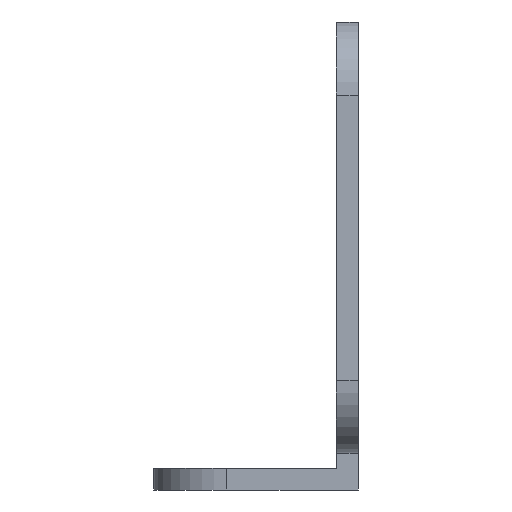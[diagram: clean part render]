
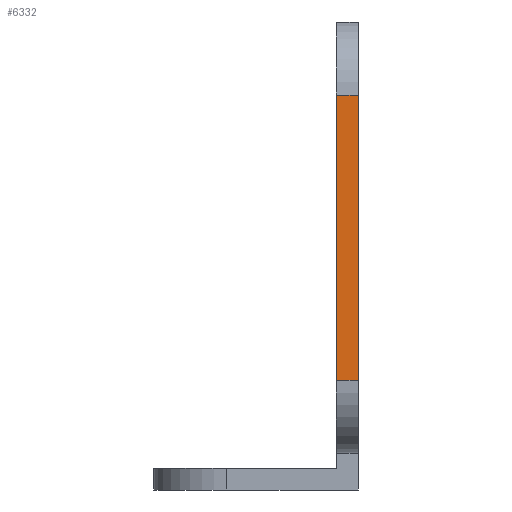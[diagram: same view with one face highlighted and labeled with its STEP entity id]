
A CAD part, left-side view. The second image highlights one B-rep face of the part: STEP entity #6332.
In plain terms, the highlighted planar face has unit normal (-1, 0, 0).
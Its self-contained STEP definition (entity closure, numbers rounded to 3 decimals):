
#12 = CARTESIAN_POINT ( 'NONE',  ( -185., -7., 1.5 ) ) ;
#260 = CARTESIAN_POINT ( 'NONE',  ( -185., -7., 7.5 ) ) ;
#443 = CARTESIAN_POINT ( 'NONE',  ( -185., -7., 27. ) ) ;
#839 = EDGE_CURVE ( 'NONE', #3348, #4316, #5040, .T. ) ;
#884 = ORIENTED_EDGE ( 'NONE', *, *, #6264, .T. ) ;
#895 = VECTOR ( 'NONE', #4611, 1000. ) ;
#1279 = DIRECTION ( 'NONE',  ( 1., 0., 0. ) ) ;
#2067 = LINE ( 'NONE', #3362, #7506 ) ;
#2207 = EDGE_CURVE ( 'NONE', #7463, #6895, #8788, .T. ) ;
#2328 = VECTOR ( 'NONE', #7092, 1000. ) ;
#3348 = VERTEX_POINT ( 'NONE', #5202 ) ;
#3362 = CARTESIAN_POINT ( 'NONE',  ( -185., -7., 7.5 ) ) ;
#3458 = PLANE ( 'NONE',  #8508 ) ;
#4051 = DIRECTION ( 'NONE',  ( 0., 0., -1. ) ) ;
#4316 = VERTEX_POINT ( 'NONE', #260 ) ;
#4611 = DIRECTION ( 'NONE',  ( 0., 0., -1. ) ) ;
#5012 = ORIENTED_EDGE ( 'NONE', *, *, #5487, .T. ) ;
#5040 = LINE ( 'NONE', #7895, #2328 ) ;
#5202 = CARTESIAN_POINT ( 'NONE',  ( -185., -7., 27. ) ) ;
#5263 = CARTESIAN_POINT ( 'NONE',  ( -185., -5.5, 7.5 ) ) ;
#5326 = DIRECTION ( 'NONE',  ( 0., 1., 0. ) ) ;
#5487 = EDGE_CURVE ( 'NONE', #3348, #7463, #6687, .T. ) ;
#6008 = CARTESIAN_POINT ( 'NONE',  ( -185., -5.5, 32. ) ) ;
#6178 = VECTOR ( 'NONE', #5326, 1000. ) ;
#6264 = EDGE_CURVE ( 'NONE', #6895, #4316, #2067, .T. ) ;
#6332 = ADVANCED_FACE ( 'NONE', ( #7532 ), #3458, .F. ) ;
#6447 = CARTESIAN_POINT ( 'NONE',  ( -185., -5.5, 27. ) ) ;
#6558 = EDGE_LOOP ( 'NONE', ( #8172, #884, #8626, #5012 ) ) ;
#6687 = LINE ( 'NONE', #443, #6178 ) ;
#6895 = VERTEX_POINT ( 'NONE', #5263 ) ;
#7092 = DIRECTION ( 'NONE',  ( 0., 0., -1. ) ) ;
#7463 = VERTEX_POINT ( 'NONE', #6447 ) ;
#7506 = VECTOR ( 'NONE', #8879, 1000. ) ;
#7532 = FACE_OUTER_BOUND ( 'NONE', #6558, .T. ) ;
#7895 = CARTESIAN_POINT ( 'NONE',  ( -185., -7., 1.5 ) ) ;
#8172 = ORIENTED_EDGE ( 'NONE', *, *, #2207, .T. ) ;
#8508 = AXIS2_PLACEMENT_3D ( 'NONE', #12, #1279, #4051 ) ;
#8626 = ORIENTED_EDGE ( 'NONE', *, *, #839, .F. ) ;
#8788 = LINE ( 'NONE', #6008, #895 ) ;
#8879 = DIRECTION ( 'NONE',  ( 0., -1., 0. ) ) ;
